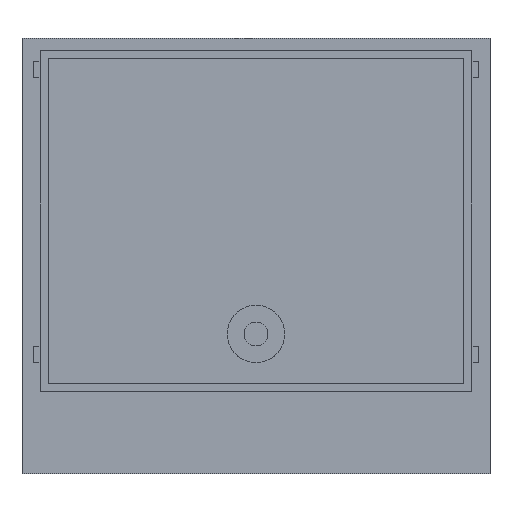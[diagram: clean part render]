
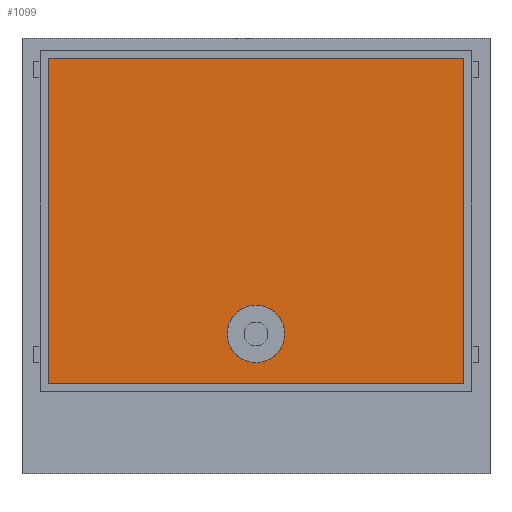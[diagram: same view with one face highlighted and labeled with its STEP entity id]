
A CAD part, top view. The second image highlights one B-rep face of the part: STEP entity #1099.
In plain terms, the highlighted planar face has unit normal (0, 0, 1).
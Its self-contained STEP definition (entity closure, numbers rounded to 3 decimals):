
#598 = VERTEX_POINT('',#599);
#599 = CARTESIAN_POINT('',(-4.2,11.,1.6));
#605 = EDGE_CURVE('',#606,#598,#608,.T.);
#606 = VERTEX_POINT('',#607);
#607 = CARTESIAN_POINT('',(-54.8,11.,1.6));
#608 = LINE('',#609,#610);
#609 = CARTESIAN_POINT('',(-54.8,11.,1.6));
#610 = VECTOR('',#611,1.);
#611 = DIRECTION('',(1.,0.,0.));
#629 = EDGE_CURVE('',#598,#630,#632,.T.);
#630 = VERTEX_POINT('',#631);
#631 = CARTESIAN_POINT('',(-4.2,50.5,1.6));
#632 = LINE('',#633,#634);
#633 = CARTESIAN_POINT('',(-4.2,11.,1.6));
#634 = VECTOR('',#635,1.);
#635 = DIRECTION('',(0.,1.,0.));
#653 = EDGE_CURVE('',#654,#630,#656,.T.);
#654 = VERTEX_POINT('',#655);
#655 = CARTESIAN_POINT('',(-54.8,50.5,1.6));
#656 = LINE('',#657,#658);
#657 = CARTESIAN_POINT('',(-54.8,50.5,1.6));
#658 = VECTOR('',#659,1.);
#659 = DIRECTION('',(1.,0.,0.));
#677 = EDGE_CURVE('',#606,#654,#678,.T.);
#678 = LINE('',#679,#680);
#679 = CARTESIAN_POINT('',(-54.8,11.,1.6));
#680 = VECTOR('',#681,1.);
#681 = DIRECTION('',(0.,1.,0.));
#1099 = ADVANCED_FACE('',(#1100,#1106),#1117,.T.);
#1100 = FACE_BOUND('',#1101,.T.);
#1101 = EDGE_LOOP('',(#1102,#1103,#1104,#1105));
#1102 = ORIENTED_EDGE('',*,*,#677,.F.);
#1103 = ORIENTED_EDGE('',*,*,#605,.T.);
#1104 = ORIENTED_EDGE('',*,*,#629,.T.);
#1105 = ORIENTED_EDGE('',*,*,#653,.F.);
#1106 = FACE_BOUND('',#1107,.T.);
#1107 = EDGE_LOOP('',(#1108));
#1108 = ORIENTED_EDGE('',*,*,#1109,.T.);
#1109 = EDGE_CURVE('',#1110,#1110,#1112,.T.);
#1110 = VERTEX_POINT('',#1111);
#1111 = CARTESIAN_POINT('',(-26.,17.,1.6));
#1112 = CIRCLE('',#1113,3.5);
#1113 = AXIS2_PLACEMENT_3D('',#1114,#1115,#1116);
#1114 = CARTESIAN_POINT('',(-29.5,17.,1.6));
#1115 = DIRECTION('',(0.,0.,-1.));
#1116 = DIRECTION('',(1.,0.,0.));
#1117 = PLANE('',#1118);
#1118 = AXIS2_PLACEMENT_3D('',#1119,#1120,#1121);
#1119 = CARTESIAN_POINT('',(-54.8,11.,1.6));
#1120 = DIRECTION('',(0.,0.,1.));
#1121 = DIRECTION('',(1.,0.,0.));
